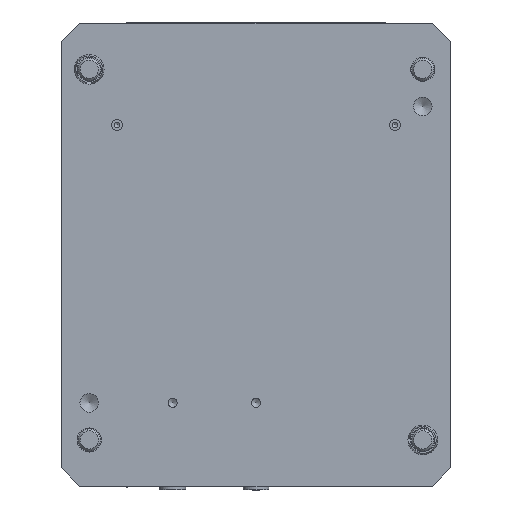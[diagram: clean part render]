
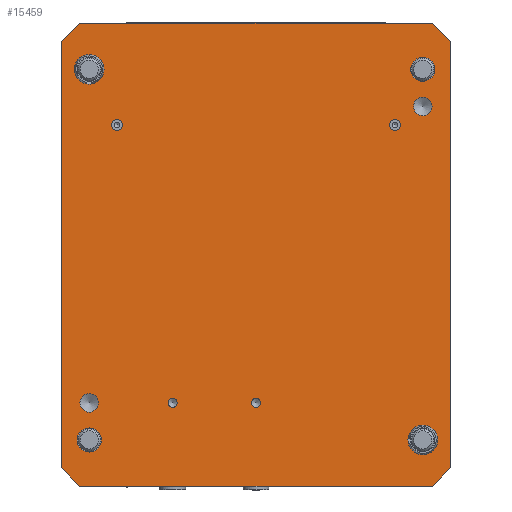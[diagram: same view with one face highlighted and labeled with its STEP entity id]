
A CAD part, front view. The second image highlights one B-rep face of the part: STEP entity #15459.
In plain terms, the highlighted planar face has unit normal (0, -1, 0).
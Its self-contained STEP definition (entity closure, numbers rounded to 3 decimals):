
#73=CARTESIAN_POINT('',(-92.266,0.491,182.953));
#74=VERTEX_POINT('',#73);
#75=CARTESIAN_POINT('',(-89.056,0.491,182.953));
#76=VERTEX_POINT('',#75);
#77=CARTESIAN_POINT('',(-90.661,0.491,190.79));
#78=DIRECTION('',(0.0,1.0,0.0));
#79=DIRECTION('',(-1.0,0.0,0.0));
#80=AXIS2_PLACEMENT_3D('',#77,#78,#79);
#81=CIRCLE('',#80,8.0);
#82=EDGE_CURVE('',#74,#76,#81,.T.);
#357=CARTESIAN_POINT('',(-90.661,0.491,190.79));
#358=DIRECTION('',(0.0,1.0,0.0));
#359=DIRECTION('',(-1.0,0.0,0.0));
#360=AXIS2_PLACEMENT_3D('',#357,#358,#359);
#361=CIRCLE('',#360,8.0);
#362=EDGE_CURVE('',#76,#74,#361,.T.);
#372=CARTESIAN_POINT('',(81.41,0.491,-8.145));
#373=VERTEX_POINT('',#372);
#374=CARTESIAN_POINT('',(81.63,0.491,-11.348));
#375=VERTEX_POINT('',#374);
#376=CARTESIAN_POINT('',(89.339,0.491,-9.21));
#377=DIRECTION('',(0.0,1.0,0.0));
#378=DIRECTION('',(-1.0,0.0,0.0));
#379=AXIS2_PLACEMENT_3D('',#376,#377,#378);
#380=CIRCLE('',#379,8.0);
#381=EDGE_CURVE('',#373,#375,#380,.T.);
#656=CARTESIAN_POINT('',(89.339,0.491,-9.21));
#657=DIRECTION('',(0.0,1.0,0.0));
#658=DIRECTION('',(-1.0,0.0,0.0));
#659=AXIS2_PLACEMENT_3D('',#656,#657,#658);
#660=CIRCLE('',#659,8.0);
#661=EDGE_CURVE('',#375,#373,#660,.T.);
#8333=CARTESIAN_POINT('',(71.339,0.491,160.79));
#8334=VERTEX_POINT('',#8333);
#8335=CARTESIAN_POINT('',(74.339,0.491,160.79));
#8336=DIRECTION('',(0.0,1.0,0.0));
#8337=DIRECTION('',(-1.0,0.0,0.0));
#8338=AXIS2_PLACEMENT_3D('',#8335,#8336,#8337);
#8339=CIRCLE('',#8338,3.0);
#8340=EDGE_CURVE('',#8334,#8334,#8339,.T.);
#8410=CARTESIAN_POINT('',(-78.661,0.491,160.79));
#8411=VERTEX_POINT('',#8410);
#8412=CARTESIAN_POINT('',(-75.661,0.491,160.79));
#8413=DIRECTION('',(0.0,1.0,0.0));
#8414=DIRECTION('',(-1.0,0.0,0.0));
#8415=AXIS2_PLACEMENT_3D('',#8412,#8413,#8414);
#8416=CIRCLE('',#8415,3.0);
#8417=EDGE_CURVE('',#8411,#8411,#8416,.T.);
#11498=CARTESIAN_POINT('',(104.339,0.491,205.79));
#11499=VERTEX_POINT('',#11498);
#11506=CARTESIAN_POINT('',(104.339,0.491,-24.21));
#11507=VERTEX_POINT('',#11506);
#11508=CARTESIAN_POINT('',(104.339,0.491,205.79));
#11509=DIRECTION('',(0.0,0.0,-1.0));
#11510=VECTOR('',#11509,230.0);
#11511=LINE('',#11508,#11510);
#11512=EDGE_CURVE('',#11499,#11507,#11511,.T.);
#14615=CARTESIAN_POINT('',(-105.661,0.491,-24.21));
#14616=VERTEX_POINT('',#14615);
#14625=CARTESIAN_POINT('',(-105.661,0.491,205.79));
#14626=VERTEX_POINT('',#14625);
#14627=CARTESIAN_POINT('',(-105.661,0.491,205.79));
#14628=DIRECTION('',(0.0,0.0,-1.0));
#14629=VECTOR('',#14628,230.0);
#14630=LINE('',#14627,#14629);
#14631=EDGE_CURVE('',#14626,#14616,#14630,.T.);
#14854=CARTESIAN_POINT('',(-95.661,0.491,10.79));
#14855=VERTEX_POINT('',#14854);
#14856=CARTESIAN_POINT('',(-90.661,0.491,10.79));
#14857=DIRECTION('',(0.0,1.0,0.0));
#14858=DIRECTION('',(-1.0,0.0,0.0));
#14859=AXIS2_PLACEMENT_3D('',#14856,#14857,#14858);
#14860=CIRCLE('',#14859,5.0);
#14861=EDGE_CURVE('',#14855,#14855,#14860,.T.);
#14891=CARTESIAN_POINT('',(84.339,0.491,170.79));
#14892=VERTEX_POINT('',#14891);
#14893=CARTESIAN_POINT('',(89.339,0.491,170.79));
#14894=DIRECTION('',(0.0,1.0,0.0));
#14895=DIRECTION('',(-1.0,0.0,0.0));
#14896=AXIS2_PLACEMENT_3D('',#14893,#14894,#14895);
#14897=CIRCLE('',#14896,5.0);
#14898=EDGE_CURVE('',#14892,#14892,#14897,.T.);
#14928=CARTESIAN_POINT('',(-48.12,0.491,10.79));
#14929=VERTEX_POINT('',#14928);
#14930=CARTESIAN_POINT('',(-45.661,0.491,10.79));
#14931=DIRECTION('',(0.0,1.0,0.0));
#14932=DIRECTION('',(-1.0,0.0,0.0));
#14933=AXIS2_PLACEMENT_3D('',#14930,#14931,#14932);
#14934=CIRCLE('',#14933,2.459);
#14935=EDGE_CURVE('',#14929,#14929,#14934,.T.);
#15053=CARTESIAN_POINT('',(-3.12,0.491,10.79));
#15054=VERTEX_POINT('',#15053);
#15055=CARTESIAN_POINT('',(-0.661,0.491,10.79));
#15056=DIRECTION('',(0.0,1.0,0.0));
#15057=DIRECTION('',(-1.0,0.0,0.0));
#15058=AXIS2_PLACEMENT_3D('',#15055,#15056,#15057);
#15059=CIRCLE('',#15058,2.459);
#15060=EDGE_CURVE('',#15054,#15054,#15059,.T.);
#15113=CARTESIAN_POINT('',(-95.661,0.491,-34.21));
#15114=VERTEX_POINT('',#15113);
#15115=CARTESIAN_POINT('',(-95.661,0.491,-34.21));
#15116=DIRECTION('',(-0.707,0.,0.707));
#15117=VECTOR('',#15116,14.142);
#15118=LINE('',#15115,#15117);
#15119=EDGE_CURVE('',#15114,#14616,#15118,.T.);
#15175=CARTESIAN_POINT('',(94.339,0.491,-34.21));
#15176=VERTEX_POINT('',#15175);
#15183=CARTESIAN_POINT('',(-95.661,0.491,-34.21));
#15184=DIRECTION('',(1.0,0.0,0.0));
#15185=VECTOR('',#15184,190.0);
#15186=LINE('',#15183,#15185);
#15187=EDGE_CURVE('',#15114,#15176,#15186,.T.);
#15301=CARTESIAN_POINT('',(-95.661,0.491,215.79));
#15302=VERTEX_POINT('',#15301);
#15303=CARTESIAN_POINT('',(-105.661,0.491,205.79));
#15304=DIRECTION('',(0.707,0.,0.707));
#15305=VECTOR('',#15304,14.142);
#15306=LINE('',#15303,#15305);
#15307=EDGE_CURVE('',#14626,#15302,#15306,.T.);
#15348=CARTESIAN_POINT('',(94.339,0.491,215.79));
#15349=VERTEX_POINT('',#15348);
#15350=CARTESIAN_POINT('',(-95.661,0.491,215.79));
#15351=DIRECTION('',(1.0,0.0,0.0));
#15352=VECTOR('',#15351,190.0);
#15353=LINE('',#15350,#15352);
#15354=EDGE_CURVE('',#15302,#15349,#15353,.T.);
#15386=CARTESIAN_POINT('',(-105.661,0.491,215.79));
#15387=DIRECTION('',(0.0,-1.0,0.0));
#15388=DIRECTION('',(0.0,0.0,1.0));
#15389=AXIS2_PLACEMENT_3D('',#15386,#15387,#15388);
#15390=PLANE('',#15389);
#15391=ORIENTED_EDGE('',*,*,#15119,.F.);
#15392=ORIENTED_EDGE('',*,*,#15187,.T.);
#15393=CARTESIAN_POINT('',(104.339,0.491,-24.21));
#15394=DIRECTION('',(-0.707,0.,-0.707));
#15395=VECTOR('',#15394,14.142);
#15396=LINE('',#15393,#15395);
#15397=EDGE_CURVE('',#11507,#15176,#15396,.T.);
#15398=ORIENTED_EDGE('',*,*,#15397,.F.);
#15399=ORIENTED_EDGE('',*,*,#11512,.F.);
#15400=CARTESIAN_POINT('',(94.339,0.491,215.79));
#15401=DIRECTION('',(0.707,0.,-0.707));
#15402=VECTOR('',#15401,14.142);
#15403=LINE('',#15400,#15402);
#15404=EDGE_CURVE('',#15349,#11499,#15403,.T.);
#15405=ORIENTED_EDGE('',*,*,#15404,.F.);
#15406=ORIENTED_EDGE('',*,*,#15354,.F.);
#15407=ORIENTED_EDGE('',*,*,#15307,.F.);
#15408=ORIENTED_EDGE('',*,*,#14631,.T.);
#15409=EDGE_LOOP('',(#15391,#15392,#15398,#15399,#15405,#15406,#15407,#15408));
#15410=FACE_OUTER_BOUND('',#15409,.T.);
#15411=ORIENTED_EDGE('',*,*,#8340,.T.);
#15412=EDGE_LOOP('',(#15411));
#15413=FACE_BOUND('',#15412,.T.);
#15414=ORIENTED_EDGE('',*,*,#8417,.T.);
#15415=EDGE_LOOP('',(#15414));
#15416=FACE_BOUND('',#15415,.T.);
#15417=ORIENTED_EDGE('',*,*,#14861,.T.);
#15418=EDGE_LOOP('',(#15417));
#15419=FACE_BOUND('',#15418,.T.);
#15420=ORIENTED_EDGE('',*,*,#14898,.T.);
#15421=EDGE_LOOP('',(#15420));
#15422=FACE_BOUND('',#15421,.T.);
#15423=ORIENTED_EDGE('',*,*,#14935,.T.);
#15424=EDGE_LOOP('',(#15423));
#15425=FACE_BOUND('',#15424,.T.);
#15426=ORIENTED_EDGE('',*,*,#15060,.T.);
#15427=EDGE_LOOP('',(#15426));
#15428=FACE_BOUND('',#15427,.T.);
#15429=ORIENTED_EDGE('',*,*,#661,.T.);
#15430=ORIENTED_EDGE('',*,*,#381,.T.);
#15431=EDGE_LOOP('',(#15429,#15430));
#15432=FACE_BOUND('',#15431,.T.);
#15433=ORIENTED_EDGE('',*,*,#82,.T.);
#15434=ORIENTED_EDGE('',*,*,#362,.T.);
#15435=EDGE_LOOP('',(#15433,#15434));
#15436=FACE_BOUND('',#15435,.T.);
#15437=CARTESIAN_POINT('',(95.839,0.491,190.79));
#15438=VERTEX_POINT('',#15437);
#15439=CARTESIAN_POINT('',(89.339,0.491,190.79));
#15440=DIRECTION('',(0.0,1.0,0.0));
#15441=DIRECTION('',(-1.0,0.0,0.0));
#15442=AXIS2_PLACEMENT_3D('',#15439,#15440,#15441);
#15443=CIRCLE('',#15442,6.5);
#15444=EDGE_CURVE('',#15438,#15438,#15443,.T.);
#15445=ORIENTED_EDGE('',*,*,#15444,.T.);
#15446=EDGE_LOOP('',(#15445));
#15447=FACE_BOUND('',#15446,.T.);
#15448=CARTESIAN_POINT('',(-84.161,0.491,-9.21));
#15449=VERTEX_POINT('',#15448);
#15450=CARTESIAN_POINT('',(-90.661,0.491,-9.21));
#15451=DIRECTION('',(0.0,1.0,0.0));
#15452=DIRECTION('',(-1.0,0.0,0.0));
#15453=AXIS2_PLACEMENT_3D('',#15450,#15451,#15452);
#15454=CIRCLE('',#15453,6.5);
#15455=EDGE_CURVE('',#15449,#15449,#15454,.T.);
#15456=ORIENTED_EDGE('',*,*,#15455,.T.);
#15457=EDGE_LOOP('',(#15456));
#15458=FACE_BOUND('',#15457,.T.);
#15459=ADVANCED_FACE('',(#15410,#15413,#15416,#15419,#15422,#15425,#15428,#15432,#15436,#15447,#15458),#15390,.T.);
